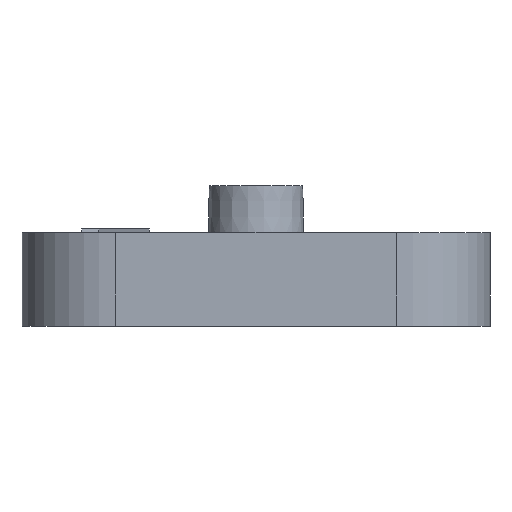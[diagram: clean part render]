
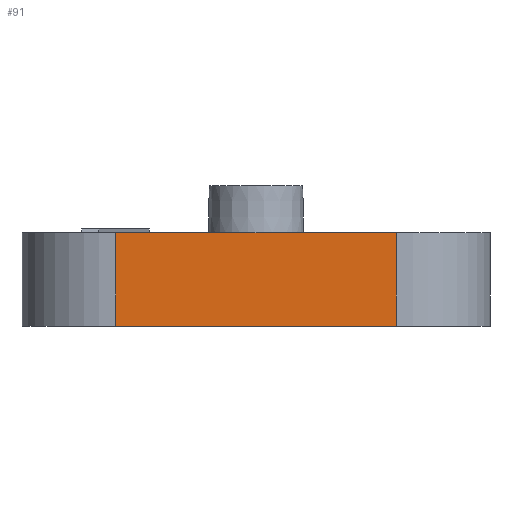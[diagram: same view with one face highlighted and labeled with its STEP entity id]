
A CAD part, left-side view. The second image highlights one B-rep face of the part: STEP entity #91.
In plain terms, the highlighted planar face has unit normal (-1, 0, 0).
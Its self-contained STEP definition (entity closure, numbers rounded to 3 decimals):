
#91 = ADVANCED_FACE( '', ( #456 ), #457, .T. );
#456 = FACE_OUTER_BOUND( '', #1108, .T. );
#457 = PLANE( '', #1109 );
#1108 = EDGE_LOOP( '', ( #2049, #2050, #2051, #2052 ) );
#1109 = AXIS2_PLACEMENT_3D( '', #2053, #2054, #2055 );
#2049 = ORIENTED_EDGE( '', *, *, #4401, .F. );
#2050 = ORIENTED_EDGE( '', *, *, #4124, .T. );
#2051 = ORIENTED_EDGE( '', *, *, #4400, .T. );
#2052 = ORIENTED_EDGE( '', *, *, #4254, .F. );
#2053 = CARTESIAN_POINT( '', ( -27., -10.5, 3. ) );
#2054 = DIRECTION( '', ( -1., 0., 0. ) );
#2055 = DIRECTION( '', ( 0., -1., 0. ) );
#4124 = EDGE_CURVE( '', #4901, #4899, #4902, .T. );
#4254 = EDGE_CURVE( '', #5155, #5157, #5158, .T. );
#4400 = EDGE_CURVE( '', #4899, #5157, #5436, .T. );
#4401 = EDGE_CURVE( '', #4901, #5155, #5437, .T. );
#4899 = VERTEX_POINT( '', #6179 );
#4901 = VERTEX_POINT( '', #6181 );
#4902 = LINE( '', #6182, #6183 );
#5155 = VERTEX_POINT( '', #6559 );
#5157 = VERTEX_POINT( '', #6561 );
#5158 = LINE( '', #6562, #6563 );
#5436 = LINE( '', #6984, #6985 );
#5437 = LINE( '', #6986, #6987 );
#6179 = CARTESIAN_POINT( '', ( -27., 7.5, 5. ) );
#6181 = CARTESIAN_POINT( '', ( -27., -7.5, 5. ) );
#6182 = CARTESIAN_POINT( '', ( -27., 0., 5. ) );
#6183 = VECTOR( '', #8172, 1000. );
#6559 = CARTESIAN_POINT( '', ( -27., -7.5, 0. ) );
#6561 = CARTESIAN_POINT( '', ( -27., 7.5, 0. ) );
#6562 = CARTESIAN_POINT( '', ( -27., -10.5, 0. ) );
#6563 = VECTOR( '', #8314, 1000. );
#6984 = CARTESIAN_POINT( '', ( -27., 7.5, 84.895 ) );
#6985 = VECTOR( '', #8464, 1000. );
#6986 = CARTESIAN_POINT( '', ( -27., -7.5, 84.895 ) );
#6987 = VECTOR( '', #8465, 1000. );
#8172 = DIRECTION( '', ( 0., 1., 0. ) );
#8314 = DIRECTION( '', ( 0., 1., 0. ) );
#8464 = DIRECTION( '', ( 0., 0., -1. ) );
#8465 = DIRECTION( '', ( 0., 0., -1. ) );
